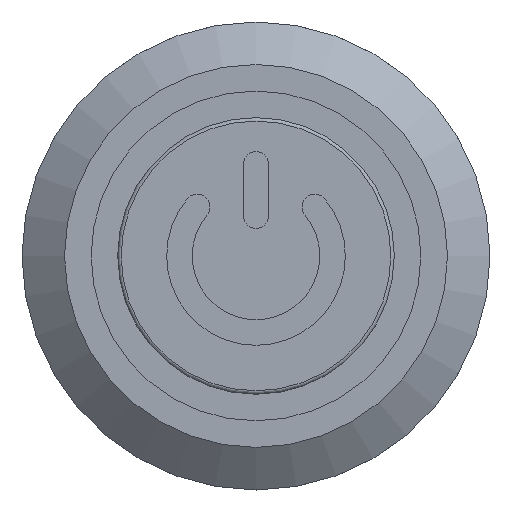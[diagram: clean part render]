
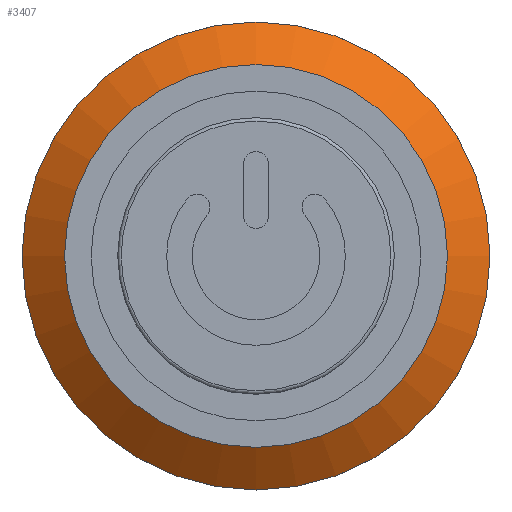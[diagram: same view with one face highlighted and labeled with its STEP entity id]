
A CAD part, top view. The second image highlights one B-rep face of the part: STEP entity #3407.
In plain terms, the highlighted conical face has half-angle 53.13 degrees and reference radius 10 mm.
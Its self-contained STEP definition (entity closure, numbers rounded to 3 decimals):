
#49=CONICAL_SURFACE('',#3684,10.,0.927);
#284=FACE_OUTER_BOUND('',#475,.T.);
#475=EDGE_LOOP('',(#2552,#2553,#2554,#2555,#2556,#2557));
#681=LINE('',#5726,#1065);
#1065=VECTOR('',#4158,10.);
#1479=CIRCLE('',#3682,11.);
#1480=CIRCLE('',#3683,11.);
#1481=CIRCLE('',#3685,9.);
#1482=CIRCLE('',#3686,9.);
#1579=VERTEX_POINT('',#5716);
#1580=VERTEX_POINT('',#5717);
#1581=VERTEX_POINT('',#5722);
#1582=VERTEX_POINT('',#5723);
#1941=EDGE_CURVE('',#1579,#1580,#1479,.T.);
#1942=EDGE_CURVE('',#1580,#1579,#1480,.T.);
#1944=EDGE_CURVE('',#1581,#1582,#1481,.T.);
#1945=EDGE_CURVE('',#1582,#1581,#1482,.T.);
#1946=EDGE_CURVE('',#1582,#1580,#681,.T.);
#2552=ORIENTED_EDGE('',*,*,#1944,.F.);
#2553=ORIENTED_EDGE('',*,*,#1945,.F.);
#2554=ORIENTED_EDGE('',*,*,#1946,.T.);
#2555=ORIENTED_EDGE('',*,*,#1942,.T.);
#2556=ORIENTED_EDGE('',*,*,#1941,.T.);
#2557=ORIENTED_EDGE('',*,*,#1946,.F.);
#3407=ADVANCED_FACE('',(#284),#49,.T.);
#3682=AXIS2_PLACEMENT_3D('',#5718,#4147,#4148);
#3683=AXIS2_PLACEMENT_3D('',#5719,#4149,#4150);
#3684=AXIS2_PLACEMENT_3D('',#5721,#4152,#4153);
#3685=AXIS2_PLACEMENT_3D('',#5724,#4154,#4155);
#3686=AXIS2_PLACEMENT_3D('',#5725,#4156,#4157);
#4147=DIRECTION('center_axis',(0.,0.,
1.));
#4148=DIRECTION('ref_axis',(0.,1.,0.));
#4149=DIRECTION('center_axis',(0.,0.,
1.));
#4150=DIRECTION('ref_axis',(0.,1.,0.));
#4152=DIRECTION('center_axis',(0.,0.,
-1.));
#4153=DIRECTION('ref_axis',(0.,1.,0.));
#4154=DIRECTION('center_axis',(0.,0.,
1.));
#4155=DIRECTION('ref_axis',(0.,1.,0.));
#4156=DIRECTION('center_axis',(0.,0.,
1.));
#4157=DIRECTION('ref_axis',(0.,1.,0.));
#4158=DIRECTION('',(0.,-0.8,-0.6));
#5716=CARTESIAN_POINT('',(-1.973,14.587,1.298));
#5717=CARTESIAN_POINT('',(-1.973,-7.413,1.298));
#5718=CARTESIAN_POINT('Origin',(-1.973,3.587,1.298));
#5719=CARTESIAN_POINT('Origin',(-1.973,3.587,1.298));
#5721=CARTESIAN_POINT('Origin',(-1.973,3.587,2.048));
#5722=CARTESIAN_POINT('',(-1.973,12.587,2.798));
#5723=CARTESIAN_POINT('',(-1.973,-5.413,2.798));
#5724=CARTESIAN_POINT('Origin',(-1.973,3.587,2.798));
#5725=CARTESIAN_POINT('Origin',(-1.973,3.587,2.798));
#5726=CARTESIAN_POINT('',(-1.973,-6.413,2.048));
